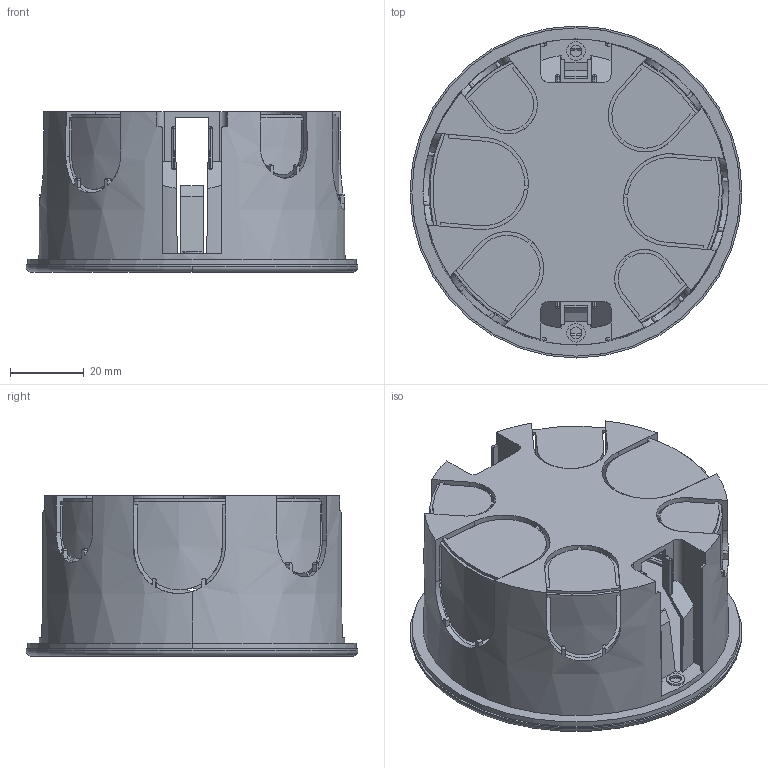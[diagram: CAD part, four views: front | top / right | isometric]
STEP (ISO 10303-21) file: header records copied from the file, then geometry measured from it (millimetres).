
FILE_DESCRIPTION (( 'STEP AP214' ), '1' );
FILE_NAME ('UKG01-080-040-000-M.STEP', '2021-12-08T12:53:42', ( '' ), ( '' ), 'SwSTEP 2.0', 'SolidWorks 2021', '' );
FILE_SCHEMA (( 'AUTOMOTIVE_DESIGN' ));
Length unit declared in the file: millimetre
Products named in the file (1): UKG01-080-040-000-M
Bounding box: 90 x 90 x 43.5 mm (x, y, z)
Volume: 34307.4 mm3; surface area: 50268.5 mm2
Topology: 2 solids, 2 shells, 470 faces, 1467 edges, 920 vertices
Faces by surface type: plane 209, cylinder 163, cone 36, torus 26, sphere 20, bspline 16
Entity records: 21698 total; most frequent: CARTESIAN_POINT 9375, ORIENTED_EDGE 2886, DIRECTION 2289, EDGE_CURVE 1443, VERTEX_POINT 916, AXIS2_PLACEMENT_3D 832, VECTOR 625, LINE 625
